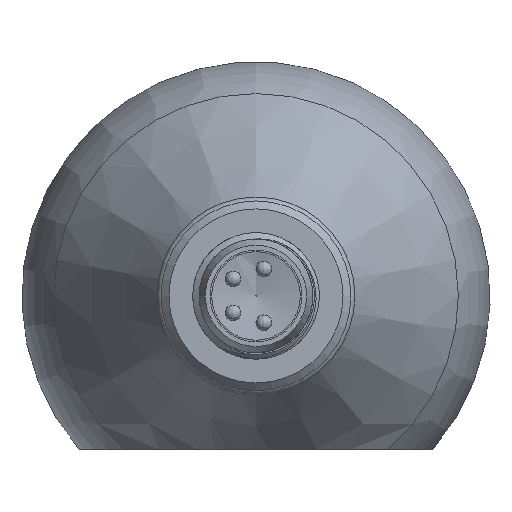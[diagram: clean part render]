
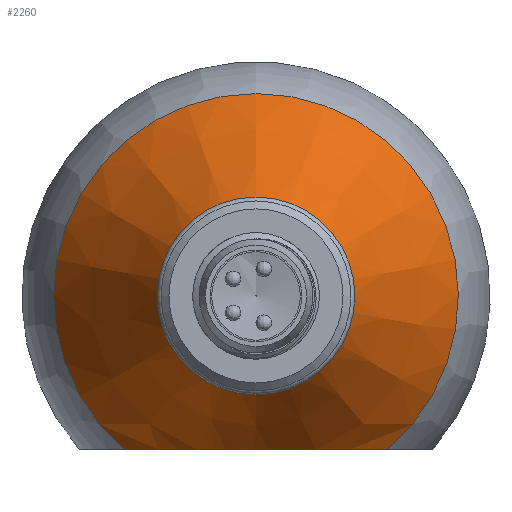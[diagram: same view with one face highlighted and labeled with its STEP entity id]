
A CAD part, front view. The second image highlights one B-rep face of the part: STEP entity #2260.
In plain terms, the highlighted conical face has half-angle 30 degrees and reference radius 14.8 mm.
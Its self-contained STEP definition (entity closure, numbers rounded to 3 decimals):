
#45 = CARTESIAN_POINT ( 'NONE',  ( -1.844, -33.242, -17.254 ) ) ;
#116 = CARTESIAN_POINT ( 'NONE',  ( -4.834, -36.24, -17.254 ) ) ;
#145 = CARTESIAN_POINT ( 'NONE',  ( -12.458, -38.142, -17.254 ) ) ;
#192 = EDGE_LOOP ( 'NONE', ( #980 ) ) ;
#293 = CARTESIAN_POINT ( 'NONE',  ( -10.181, -45.004, -1.554 ) ) ;
#320 = CARTESIAN_POINT ( 'NONE',  ( -18.518, -33.242, -17.254 ) ) ;
#346 = CARTESIAN_POINT ( 'NONE',  ( -9.33, -38.535, -17.254 ) ) ;
#361 = CARTESIAN_POINT ( 'NONE',  ( -17.957, -33.876, -17.254 ) ) ;
#374 = CARTESIAN_POINT ( 'NONE',  ( -2.403, -33.873, -17.254 ) ) ;
#393 = CARTESIAN_POINT ( 'NONE',  ( -10.181, -29.762, -7.554 ) ) ;
#408 = DIRECTION ( 'NONE',  ( 0., -1., 0. ) ) ;
#432 = AXIS2_PLACEMENT_3D ( 'NONE', #2494, #408, #901 ) ;
#497 = EDGE_LOOP ( 'NONE', ( #2793, #968 ) ) ;
#516 = DIRECTION ( 'NONE',  ( 0., 0., 1. ) ) ;
#531 = CIRCLE ( 'NONE', #432, 6. ) ;
#565 = CARTESIAN_POINT ( 'NONE',  ( -10.6, -38.595, -17.254 ) ) ;
#579 = CARTESIAN_POINT ( 'NONE',  ( -11.02, -38.548, -17.254 ) ) ;
#585 = AXIS2_PLACEMENT_3D ( 'NONE', #2656, #2196, #516 ) ;
#611 = CARTESIAN_POINT ( 'NONE',  ( -17.374, -34.498, -17.254 ) ) ;
#625 = EDGE_CURVE ( 'NONE', #2566, #2566, #531, .T. ) ;
#640 = AXIS2_PLACEMENT_3D ( 'NONE', #393, #935, #2493 ) ;
#701 = VERTEX_POINT ( 'NONE', #45 ) ;
#827 = CARTESIAN_POINT ( 'NONE',  ( -9.967, -38.595, -17.254 ) ) ;
#901 = DIRECTION ( 'NONE',  ( 0., 0., 1. ) ) ;
#935 = DIRECTION ( 'NONE',  ( 0., 1., 0. ) ) ;
#968 = ORIENTED_EDGE ( 'NONE', *, *, #1260, .T. ) ;
#980 = ORIENTED_EDGE ( 'NONE', *, *, #625, .F. ) ;
#1084 = CARTESIAN_POINT ( 'NONE',  ( -18.518, -33.242, -17.254 ) ) ;
#1260 = EDGE_CURVE ( 'NONE', #701, #1808, #1597, .T. ) ;
#1271 = CARTESIAN_POINT ( 'NONE',  ( -6.925, -37.683, -17.254 ) ) ;
#1288 = CARTESIAN_POINT ( 'NONE',  ( -7.303, -37.884, -17.254 ) ) ;
#1316 = CARTESIAN_POINT ( 'NONE',  ( -4.193, -35.671, -17.254 ) ) ;
#1491 = CARTESIAN_POINT ( 'NONE',  ( -8.493, -38.358, -17.254 ) ) ;
#1525 = CARTESIAN_POINT ( 'NONE',  ( -11.647, -38.408, -17.254 ) ) ;
#1536 = CARTESIAN_POINT ( 'NONE',  ( -13.422, -37.692, -17.254 ) ) ;
#1597 = CIRCLE ( 'NONE', #585, 12.79 ) ;
#1719 = CARTESIAN_POINT ( 'NONE',  ( -9.117, -38.498, -17.254 ) ) ;
#1746 = CONICAL_SURFACE ( 'NONE', #640, 14.8, 0.524 ) ;
#1766 = CARTESIAN_POINT ( 'NONE',  ( -9.755, -38.583, -17.254 ) ) ;
#1808 = VERTEX_POINT ( 'NONE', #320 ) ;
#1949 = CARTESIAN_POINT ( 'NONE',  ( -8.09, -38.222, -17.254 ) ) ;
#1975 = CARTESIAN_POINT ( 'NONE',  ( -2.979, -34.489, -17.254 ) ) ;
#1993 = CARTESIAN_POINT ( 'NONE',  ( -5.85, -37.004, -17.254 ) ) ;
#2183 = EDGE_CURVE ( 'NONE', #701, #1808, #2767, .T. ) ;
#2196 = DIRECTION ( 'NONE',  ( 0., -1., 0. ) ) ;
#2208 = CARTESIAN_POINT ( 'NONE',  ( -14.505, -37.01, -17.254 ) ) ;
#2241 = CARTESIAN_POINT ( 'NONE',  ( -12.259, -38.217, -17.254 ) ) ;
#2260 = ADVANCED_FACE ( 'NONE', ( #2266, #2305 ), #1746, .T. ) ;
#2266 = FACE_OUTER_BOUND ( 'NONE', #497, .T. ) ;
#2305 = FACE_BOUND ( 'NONE', #192, .T. ) ;
#2419 = CARTESIAN_POINT ( 'NONE',  ( -11.854, -38.351, -17.254 ) ) ;
#2450 = CARTESIAN_POINT ( 'NONE',  ( -15.521, -36.247, -17.254 ) ) ;
#2462 = CARTESIAN_POINT ( 'NONE',  ( -14.154, -37.25, -17.254 ) ) ;
#2493 = DIRECTION ( 'NONE',  ( 0., 0., 1. ) ) ;
#2494 = CARTESIAN_POINT ( 'NONE',  ( -10.181, -45.004, -7.554 ) ) ;
#2566 = VERTEX_POINT ( 'NONE', #293 ) ;
#2656 = CARTESIAN_POINT ( 'NONE',  ( -10.181, -33.242, -7.554 ) ) ;
#2667 = CARTESIAN_POINT ( 'NONE',  ( -16.155, -35.684, -17.254 ) ) ;
#2683 = CARTESIAN_POINT ( 'NONE',  ( -6.199, -37.244, -17.254 ) ) ;
#2696 = CARTESIAN_POINT ( 'NONE',  ( -13.044, -37.891, -17.254 ) ) ;
#2767 = B_SPLINE_CURVE_WITH_KNOTS ( 'NONE', 3,
 ( #2911, #374, #1975, #1316, #116, #1993, #2683, #1271, #1288, #1949, #1491, #1719, #346, #1766, #827, #565, #579, #1525, #2419, #2241, #145, #2696, #1536, #2462, #2208, #2450, #2667, #611, #361, #1084 ),
 .UNSPECIFIED., .F., .F.,
 ( 4, 2, 2, 2, 2, 2, 2, 2, 2, 2, 2, 2, 2, 2, 4 ),
 ( 0.062, 0.064, 0.067, 0.068, 0.069, 0.071, 0.071, 0.072, 0.073, 0.074, 0.074, 0.076, 0.077, 0.079, 0.082 ),
 .UNSPECIFIED. ) ;
#2793 = ORIENTED_EDGE ( 'NONE', *, *, #2183, .F. ) ;
#2911 = CARTESIAN_POINT ( 'NONE',  ( -1.844, -33.242, -17.254 ) ) ;
